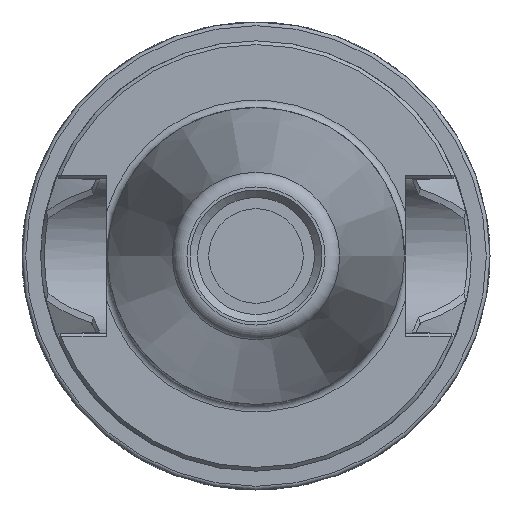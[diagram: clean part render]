
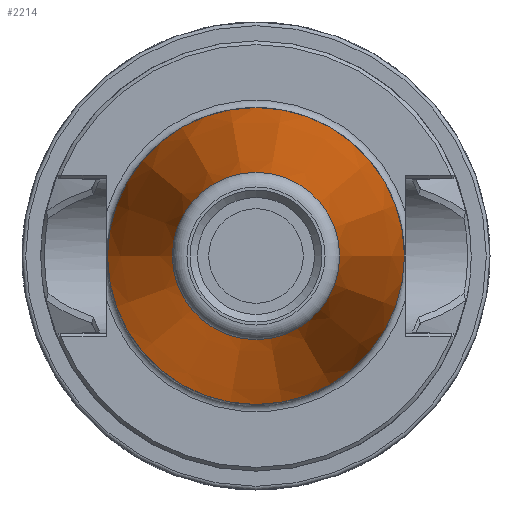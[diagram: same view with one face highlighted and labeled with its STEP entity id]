
A CAD part, left-side view. The second image highlights one B-rep face of the part: STEP entity #2214.
In plain terms, the highlighted conical face has half-angle 8.374 degrees and reference radius 12.312 mm.
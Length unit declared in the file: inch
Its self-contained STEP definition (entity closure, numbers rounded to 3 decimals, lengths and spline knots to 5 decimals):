
#28=CONICAL_SURFACE('',#2362,0.48474,8.374);
#48=FACE_BOUND('',#490,.T.);
#76=CIRCLE('',#2350,0.625);
#81=CIRCLE('',#2361,0.35235);
#354=FACE_OUTER_BOUND('',#489,.T.);
#489=EDGE_LOOP('',(#1612));
#490=EDGE_LOOP('',(#1613));
#885=VERTEX_POINT('',#3681);
#890=VERTEX_POINT('',#3697);
#1153=EDGE_CURVE('',#885,#885,#76,.T.);
#1158=EDGE_CURVE('',#890,#890,#81,.T.);
#1612=ORIENTED_EDGE('',*,*,#1153,.T.);
#1613=ORIENTED_EDGE('',*,*,#1158,.F.);
#2214=ADVANCED_FACE('',(#354,#48),#28,.T.);
#2350=AXIS2_PLACEMENT_3D('',#3682,#2631,#2632);
#2361=AXIS2_PLACEMENT_3D('',#3698,#2653,#2654);
#2362=AXIS2_PLACEMENT_3D('',#3699,#2655,#2656);
#2631=DIRECTION('center_axis',(-1.,0.,0.));
#2632=DIRECTION('ref_axis',(0.,0.,1.));
#2653=DIRECTION('center_axis',(-1.,0.,0.));
#2654=DIRECTION('ref_axis',(0.,1.,0.));
#2655=DIRECTION('center_axis',(1.,0.,0.));
#2656=DIRECTION('ref_axis',(0.,-1.,0.));
#3681=CARTESIAN_POINT('',(1.90551,-0.625,0.));
#3682=CARTESIAN_POINT('Origin',(1.90551,0.,0.));
#3697=CARTESIAN_POINT('',(0.0534,-0.35235,0.));
#3698=CARTESIAN_POINT('Origin',(0.0534,0.,0.));
#3699=CARTESIAN_POINT('Origin',(0.95276,0.,0.));
